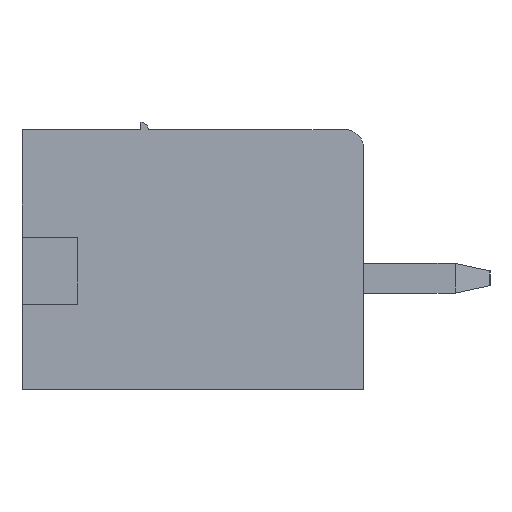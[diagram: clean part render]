
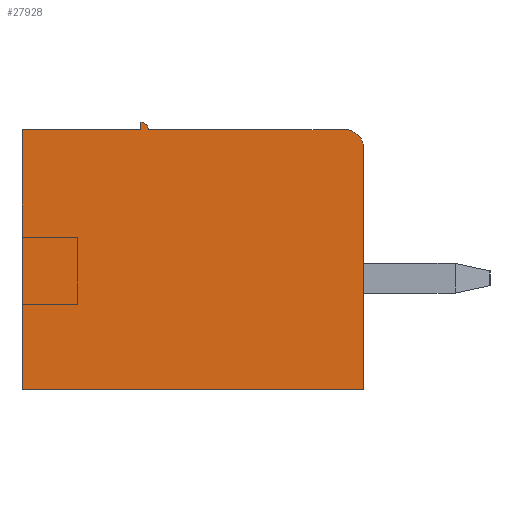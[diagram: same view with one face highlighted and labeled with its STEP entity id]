
A CAD part, left-side view. The second image highlights one B-rep face of the part: STEP entity #27928.
In plain terms, the highlighted planar face has unit normal (-1, 0, 0).
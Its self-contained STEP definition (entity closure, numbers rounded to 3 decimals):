
#53 = CARTESIAN_POINT ( 'NONE',  ( 0., 9.2, 0. ) ) ;
#459 = CARTESIAN_POINT ( 'NONE',  ( 0., 9.2, 0. ) ) ;
#640 = VERTEX_POINT ( 'NONE', #8564 ) ;
#3081 = CARTESIAN_POINT ( 'NONE',  ( 0., 5.8, 7. ) ) ;
#3171 = EDGE_CURVE ( 'NONE', #34158, #39108, #23630, .T. ) ;
#3637 = DIRECTION ( 'NONE',  ( 1., 0., 0. ) ) ;
#3691 = CARTESIAN_POINT ( 'NONE',  ( 0., 0., 7. ) ) ;
#4050 = ORIENTED_EDGE ( 'NONE', *, *, #41850, .T. ) ;
#4527 = EDGE_CURVE ( 'NONE', #34158, #23309, #7021, .T. ) ;
#5707 = VECTOR ( 'NONE', #39388, 1000. ) ;
#5932 = VECTOR ( 'NONE', #17743, 1000. ) ;
#6194 = VECTOR ( 'NONE', #27093, 1000. ) ;
#6911 = LINE ( 'NONE', #3691, #5707 ) ;
#7021 = LINE ( 'NONE', #13734, #6194 ) ;
#8564 = CARTESIAN_POINT ( 'NONE',  ( 0., 6., 7. ) ) ;
#9601 = VERTEX_POINT ( 'NONE', #25088 ) ;
#11166 = EDGE_CURVE ( 'NONE', #9601, #18833, #6911, .T. ) ;
#11619 = ORIENTED_EDGE ( 'NONE', *, *, #31799, .F. ) ;
#12509 = CARTESIAN_POINT ( 'NONE',  ( 0., 6., 7. ) ) ;
#12666 = LINE ( 'NONE', #25529, #17728 ) ;
#13734 = CARTESIAN_POINT ( 'NONE',  ( 0., 9.2, 7. ) ) ;
#13767 = DIRECTION ( 'NONE',  ( -1., 0., 0. ) ) ;
#13901 = DIRECTION ( 'NONE',  ( 0., 0., 1. ) ) ;
#14174 = CARTESIAN_POINT ( 'NONE',  ( 0., 0.5, 6.5 ) ) ;
#14175 = EDGE_CURVE ( 'NONE', #31560, #20771, #16864, .T. ) ;
#15199 = LINE ( 'NONE', #28107, #5932 ) ;
#15430 = EDGE_CURVE ( 'NONE', #31560, #9601, #32714, .T. ) ;
#16561 = VECTOR ( 'NONE', #13901, 1000. ) ;
#16864 = LINE ( 'NONE', #23210, #16561 ) ;
#17623 = EDGE_CURVE ( 'NONE', #39108, #640, #12666, .T. ) ;
#17728 = VECTOR ( 'NONE', #22372, 1000. ) ;
#17743 = DIRECTION ( 'NONE',  ( 0., -1., 0. ) ) ;
#18777 = ORIENTED_EDGE ( 'NONE', *, *, #15430, .T. ) ;
#18833 = VERTEX_POINT ( 'NONE', #25256 ) ;
#20605 = EDGE_LOOP ( 'NONE', ( #34159, #4050, #23614, #39290, #37623, #11619, #29002, #18777 ) ) ;
#20771 = VERTEX_POINT ( 'NONE', #30373 ) ;
#21409 = CARTESIAN_POINT ( 'NONE',  ( 0., 0.5, 7. ) ) ;
#22372 = DIRECTION ( 'NONE',  ( 0., 0., -1. ) ) ;
#23210 = CARTESIAN_POINT ( 'NONE',  ( 0., 9.2, 7. ) ) ;
#23309 = VERTEX_POINT ( 'NONE', #21409 ) ;
#23614 = ORIENTED_EDGE ( 'NONE', *, *, #4527, .F. ) ;
#23630 = CIRCLE ( 'NONE', #33153, 0.2 ) ;
#23882 = CARTESIAN_POINT ( 'NONE',  ( 0., 6., 7.2 ) ) ;
#24126 = DIRECTION ( 'NONE',  ( 0., 0., -1. ) ) ;
#25088 = CARTESIAN_POINT ( 'NONE',  ( 0., 0., 0. ) ) ;
#25256 = CARTESIAN_POINT ( 'NONE',  ( 0., 0., 6.5 ) ) ;
#25354 = DIRECTION ( 'NONE',  ( -1., 0., 0. ) ) ;
#25529 = CARTESIAN_POINT ( 'NONE',  ( 0., 6., 7. ) ) ;
#26082 = DIRECTION ( 'NONE',  ( 0., 0., -1. ) ) ;
#26289 = CARTESIAN_POINT ( 'NONE',  ( 0., 9.2, 7. ) ) ;
#26311 = DIRECTION ( 'NONE',  ( 0., -1., 0. ) ) ;
#26942 = FACE_OUTER_BOUND ( 'NONE', #20605, .T. ) ;
#27093 = DIRECTION ( 'NONE',  ( 0., -1., 0. ) ) ;
#27928 = ADVANCED_FACE ( 'NONE', ( #26942 ), #33342, .F. ) ;
#28107 = CARTESIAN_POINT ( 'NONE',  ( 0., 9.2, 7. ) ) ;
#29002 = ORIENTED_EDGE ( 'NONE', *, *, #14175, .F. ) ;
#30214 = AXIS2_PLACEMENT_3D ( 'NONE', #26289, #3637, #26082 ) ;
#30373 = CARTESIAN_POINT ( 'NONE',  ( 0., 9.2, 7. ) ) ;
#31471 = CIRCLE ( 'NONE', #36199, 0.5 ) ;
#31560 = VERTEX_POINT ( 'NONE', #53 ) ;
#31799 = EDGE_CURVE ( 'NONE', #20771, #640, #15199, .T. ) ;
#32714 = LINE ( 'NONE', #459, #37728 ) ;
#33153 = AXIS2_PLACEMENT_3D ( 'NONE', #12509, #25354, #35604 ) ;
#33342 = PLANE ( 'NONE',  #30214 ) ;
#34158 = VERTEX_POINT ( 'NONE', #3081 ) ;
#34159 = ORIENTED_EDGE ( 'NONE', *, *, #11166, .T. ) ;
#35604 = DIRECTION ( 'NONE',  ( 0., 0., 1. ) ) ;
#36199 = AXIS2_PLACEMENT_3D ( 'NONE', #14174, #13767, #24126 ) ;
#37623 = ORIENTED_EDGE ( 'NONE', *, *, #17623, .T. ) ;
#37728 = VECTOR ( 'NONE', #26311, 1000. ) ;
#39108 = VERTEX_POINT ( 'NONE', #23882 ) ;
#39290 = ORIENTED_EDGE ( 'NONE', *, *, #3171, .T. ) ;
#39388 = DIRECTION ( 'NONE',  ( 0., 0., 1. ) ) ;
#41850 = EDGE_CURVE ( 'NONE', #18833, #23309, #31471, .T. ) ;
